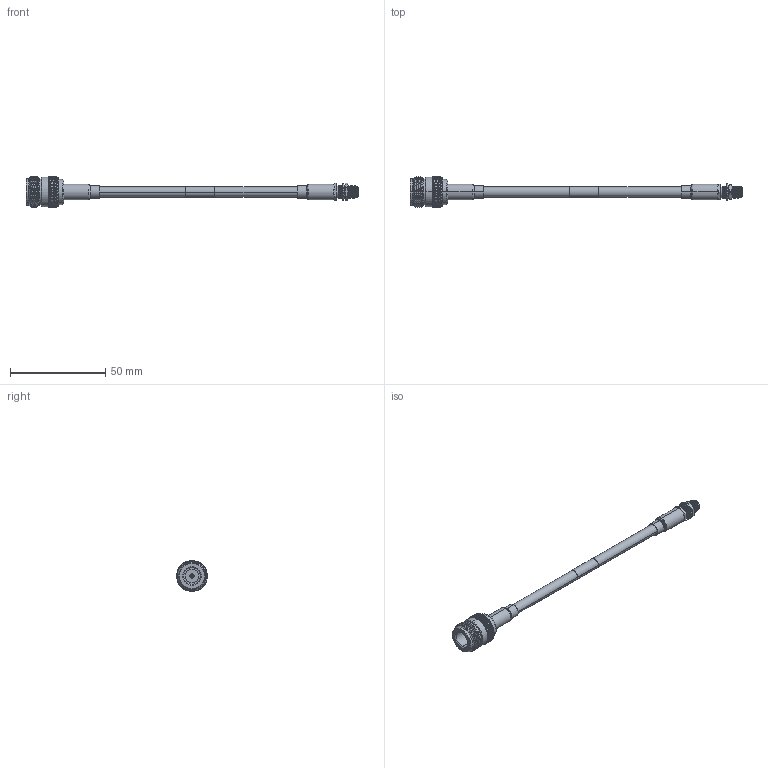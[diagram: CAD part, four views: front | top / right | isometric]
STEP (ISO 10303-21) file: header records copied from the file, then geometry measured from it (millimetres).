
FILE_DESCRIPTION (( 'STEP AP203' ), '1' );
FILE_NAME ('FMCA2755.STEP', '2022-03-09T19:05:18', ( '' ), ( '' ), 'SwSTEP 2.0', 'SolidWorks 2021', '' );
FILE_SCHEMA (( 'CONFIG_CONTROL_DESIGN' ));
Length unit declared in the file: millimetre
Products named in the file (5): FMCA2755; FMCN1748; FMCN1760; CA-240-MA1_.75" Long; RG223_with label
Assembly tree (5 placements, depth 2):
  FMCA2755
    RG223_with label
    FMCN1760
    CA-240-MA1_.75" Long  x2
    FMCN1748
Bounding box: 173.9 x 16.01 x 16.01 mm (x, y, z)
Volume: 6698.4 mm3; surface area: 8501.4 mm2
Topology: 12 solids, 12 shells, 2246 faces, 4825 edges, 2630 vertices
Faces by surface type: bspline 1530, cylinder 494, cone 123, plane 81, torus 18
Entity records: 92453 total; most frequent: CARTESIAN_POINT 60842, ORIENTED_EDGE 9562, EDGE_CURVE 4781, VERTEX_POINT 2606, DIRECTION 2504, EDGE_LOOP 2265, ADVANCED_FACE 2224, FACE_OUTER_BOUND 2224
